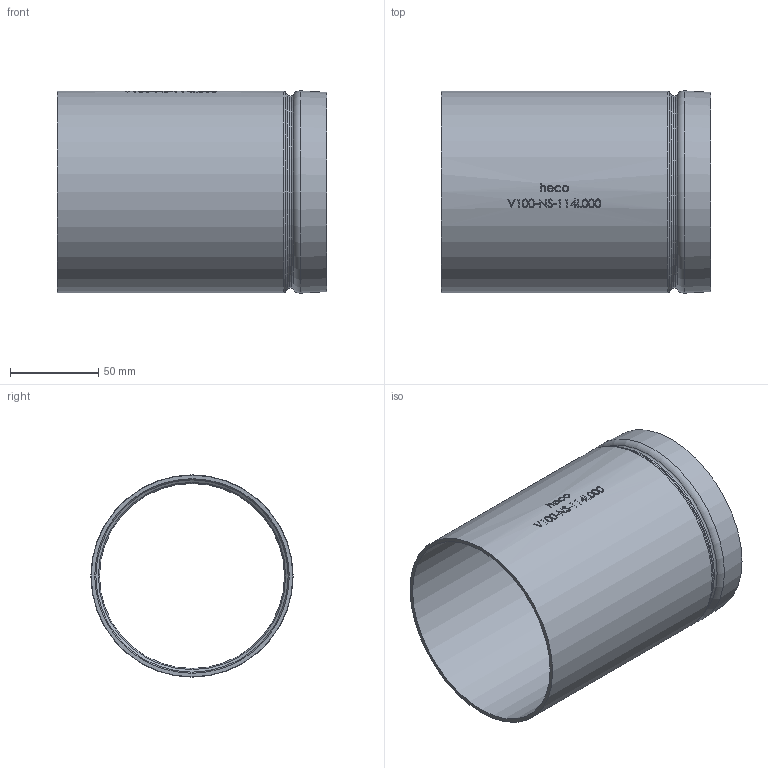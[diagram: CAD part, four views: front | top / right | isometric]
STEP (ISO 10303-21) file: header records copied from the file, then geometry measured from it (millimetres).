
FILE_DESCRIPTION (( 'STEP AP214' ), '1' );
FILE_NAME ('V100-NS-114L000-x Typ494 DN100 400 Ø114,3 1812.STEP', '2018-12-20T07:50:16', ( '' ), ( '' ), 'SwSTEP 2.0', 'SolidWorks 2016', '' );
FILE_SCHEMA (( 'AUTOMOTIVE_DESIGN' ));
Length unit declared in the file: inch
Products named in the file (1): V100-NS-114L000-x Typ494 DN100 400 Ø114,3 1812
Bounding box: 152.4 x 114.6 x 114.6 mm (x, y, z)
Volume: 111020.6 mm3; surface area: 110431.4 mm2
Topology: 1 solids, 1 shells, 217 faces, 557 edges, 369 vertices
Faces by surface type: bspline 95, plane 79, cylinder 31, torus 8, cone 4
Full cylindrical faces by diameter (mm): 104.775 x1, 108.839 x1, 110.236 x1, 114.3 x1
Entity records: 13648 total; most frequent: CARTESIAN_POINT 6600, ORIENTED_EDGE 1068, DIRECTION 630, EDGE_CURVE 534, VERTEX_POINT 362, EDGE_LOOP 262, VECTOR 240, LINE 240
